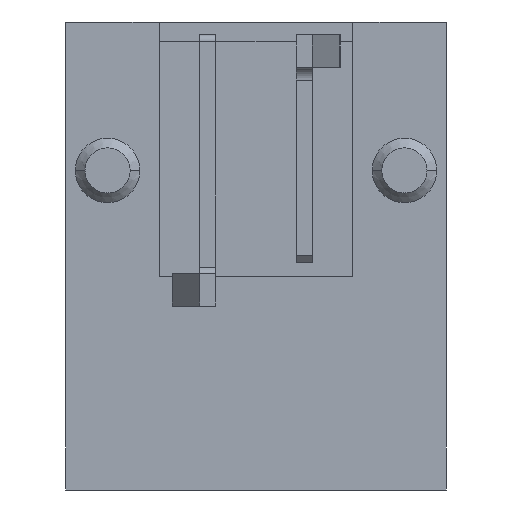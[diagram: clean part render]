
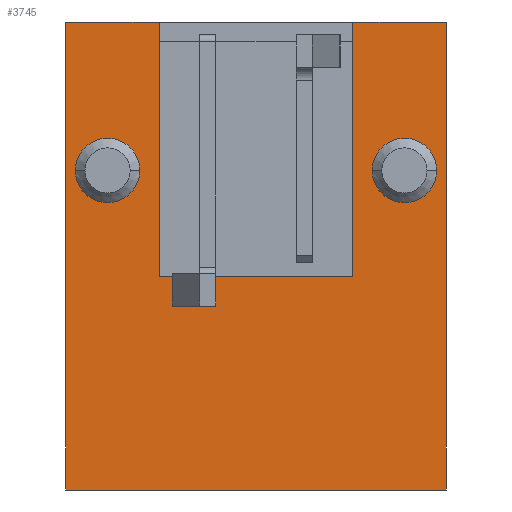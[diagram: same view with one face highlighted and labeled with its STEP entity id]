
A CAD part, front view. The second image highlights one B-rep face of the part: STEP entity #3745.
In plain terms, the highlighted planar face has unit normal (0, -1, 0).
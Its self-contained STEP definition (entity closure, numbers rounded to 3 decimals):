
#9=DIRECTION('',(-1.,0.,0.));
#10=VECTOR('',#9,1.45);
#11=CARTESIAN_POINT('',(2.95,-4.35,4.07));
#12=LINE('',#11,#10);
#25=DIRECTION('',(-1.,0.,0.));
#26=VECTOR('',#25,1.45);
#27=CARTESIAN_POINT('',(-1.5,-4.35,4.07));
#28=LINE('',#27,#26);
#57=DIRECTION('',(0.,0.,-1.));
#58=VECTOR('',#57,7.25);
#59=CARTESIAN_POINT('',(-2.95,-4.35,4.07));
#60=LINE('',#59,#58);
#497=DIRECTION('',(-1.,0.,0.));
#498=VECTOR('',#497,5.9);
#499=CARTESIAN_POINT('',(2.95,-4.35,-3.18));
#500=LINE('',#499,#498);
#813=CARTESIAN_POINT('',(2.3,-4.35,1.77));
#814=DIRECTION('',(0.,-1.,0.));
#815=DIRECTION('',(-1.,0.,0.));
#816=AXIS2_PLACEMENT_3D('',#813,#814,#815);
#818=CARTESIAN_POINT('',(2.3,-4.35,1.77));
#819=DIRECTION('',(0.,-1.,0.));
#820=DIRECTION('',(1.,0.,0.));
#821=AXIS2_PLACEMENT_3D('',#818,#819,#820);
#823=CARTESIAN_POINT('',(-2.3,-4.35,1.77));
#824=DIRECTION('',(0.,-1.,0.));
#825=DIRECTION('',(-1.,0.,0.));
#826=AXIS2_PLACEMENT_3D('',#823,#824,#825);
#828=CARTESIAN_POINT('',(-2.3,-4.35,1.77));
#829=DIRECTION('',(0.,-1.,0.));
#830=DIRECTION('',(1.,0.,0.));
#831=AXIS2_PLACEMENT_3D('',#828,#829,#830);
#833=DIRECTION('',(-1.,0.,0.));
#834=VECTOR('',#833,0.25);
#835=CARTESIAN_POINT('',(-0.625,-4.35,-0.33));
#836=LINE('',#835,#834);
#837=DIRECTION('',(0.,0.,1.));
#838=VECTOR('',#837,0.45);
#839=CARTESIAN_POINT('',(-0.625,-4.35,-0.33));
#840=LINE('',#839,#838);
#841=DIRECTION('',(1.,0.,0.));
#842=VECTOR('',#841,2.125);
#843=CARTESIAN_POINT('',(-0.625,-4.35,0.12));
#844=LINE('',#843,#842);
#845=DIRECTION('',(0.,0.,-1.));
#846=VECTOR('',#845,7.25);
#847=CARTESIAN_POINT('',(2.95,-4.35,4.07));
#848=LINE('',#847,#846);
#849=DIRECTION('',(1.,0.,0.));
#850=VECTOR('',#849,0.625);
#851=CARTESIAN_POINT('',(-1.5,-4.35,0.12));
#852=LINE('',#851,#850);
#853=DIRECTION('',(0.,0.,1.));
#854=VECTOR('',#853,0.45);
#855=CARTESIAN_POINT('',(-0.875,-4.35,-0.33));
#856=LINE('',#855,#854);
#1981=DIRECTION('',(0.,0.,-1.));
#1982=VECTOR('',#1981,3.95);
#1983=CARTESIAN_POINT('',(1.5,-4.35,4.07));
#1984=LINE('',#1983,#1982);
#2001=DIRECTION('',(0.,0.,1.));
#2002=VECTOR('',#2001,3.95);
#2003=CARTESIAN_POINT('',(-1.5,-4.35,0.12));
#2004=LINE('',#2003,#2002);
#2025=CARTESIAN_POINT('',(2.95,-4.35,-3.18));
#2026=CARTESIAN_POINT('',(-2.95,-4.35,-3.18));
#2027=VERTEX_POINT('',#2025);
#2028=VERTEX_POINT('',#2026);
#2029=CARTESIAN_POINT('',(2.95,-4.35,4.07));
#2030=VERTEX_POINT('',#2029);
#2031=CARTESIAN_POINT('',(-2.95,-4.35,4.07));
#2032=VERTEX_POINT('',#2031);
#2209=CARTESIAN_POINT('',(1.8,-4.35,1.77));
#2210=VERTEX_POINT('',#2209);
#2211=CARTESIAN_POINT('',(2.8,-4.35,1.77));
#2212=VERTEX_POINT('',#2211);
#2225=CARTESIAN_POINT('',(-1.5,-4.35,4.07));
#2227=VERTEX_POINT('',#2225);
#2229=CARTESIAN_POINT('',(1.5,-4.35,4.07));
#2231=VERTEX_POINT('',#2229);
#2257=CARTESIAN_POINT('',(-1.5,-4.35,0.12));
#2258=VERTEX_POINT('',#2257);
#2259=CARTESIAN_POINT('',(1.5,-4.35,0.12));
#2260=VERTEX_POINT('',#2259);
#2313=CARTESIAN_POINT('',(-2.8,-4.35,1.77));
#2314=CARTESIAN_POINT('',(-1.8,-4.35,1.77));
#2315=VERTEX_POINT('',#2313);
#2316=VERTEX_POINT('',#2314);
#2379=CARTESIAN_POINT('',(-0.875,-4.35,-0.33));
#2380=VERTEX_POINT('',#2379);
#2381=CARTESIAN_POINT('',(-0.625,-4.35,-0.33));
#2382=VERTEX_POINT('',#2381);
#2665=CARTESIAN_POINT('',(-0.875,-4.35,0.12));
#2666=VERTEX_POINT('',#2665);
#2667=CARTESIAN_POINT('',(-0.625,-4.35,0.12));
#2668=VERTEX_POINT('',#2667);
#3707=CARTESIAN_POINT('',(2.95,-4.35,4.07));
#3708=DIRECTION('',(0.,-1.,0.));
#3709=DIRECTION('',(-1.,0.,0.));
#3710=AXIS2_PLACEMENT_3D('',#3707,#3708,#3709);
#3711=PLANE('',#3710);
#3713=ORIENTED_EDGE('',*,*,#3712,.F.);
#3715=ORIENTED_EDGE('',*,*,#3714,.T.);
#3717=ORIENTED_EDGE('',*,*,#3716,.T.);
#3719=ORIENTED_EDGE('',*,*,#3718,.F.);
#3720=ORIENTED_EDGE('',*,*,#2678,.F.);
#3721=ORIENTED_EDGE('',*,*,#2791,.T.);
#3722=ORIENTED_EDGE('',*,*,#3186,.T.);
#3723=ORIENTED_EDGE('',*,*,#2725,.F.);
#3724=ORIENTED_EDGE('',*,*,#2686,.F.);
#3726=ORIENTED_EDGE('',*,*,#3725,.F.);
#3728=ORIENTED_EDGE('',*,*,#3727,.T.);
#3730=ORIENTED_EDGE('',*,*,#3729,.F.);
#3731=EDGE_LOOP('',(#3713,#3715,#3717,#3719,#3720,#3721,#3722,#3723,#3724,#3726,
#3728,#3730));
#3732=FACE_OUTER_BOUND('',#3731,.F.);
#3734=ORIENTED_EDGE('',*,*,#3733,.T.);
#3736=ORIENTED_EDGE('',*,*,#3735,.T.);
#3737=EDGE_LOOP('',(#3734,#3736));
#3738=FACE_BOUND('',#3737,.F.);
#3740=ORIENTED_EDGE('',*,*,#3739,.T.);
#3742=ORIENTED_EDGE('',*,*,#3741,.T.);
#3743=EDGE_LOOP('',(#3740,#3742));
#3744=FACE_BOUND('',#3743,.F.);
#3745=ADVANCED_FACE('',(#3732,#3738,#3744),#3711,.T.);
#817=CIRCLE('',#816,0.5);
#822=CIRCLE('',#821,0.5);
#827=CIRCLE('',#826,0.5);
#832=CIRCLE('',#831,0.5);
#2678=EDGE_CURVE('',#2030,#2231,#12,.T.);
#2686=EDGE_CURVE('',#2227,#2032,#28,.T.);
#2725=EDGE_CURVE('',#2032,#2028,#60,.T.);
#2791=EDGE_CURVE('',#2030,#2027,#848,.T.);
#3186=EDGE_CURVE('',#2027,#2028,#500,.T.);
#3712=EDGE_CURVE('',#2382,#2380,#836,.T.);
#3714=EDGE_CURVE('',#2382,#2668,#840,.T.);
#3716=EDGE_CURVE('',#2668,#2260,#844,.T.);
#3718=EDGE_CURVE('',#2231,#2260,#1984,.T.);
#3725=EDGE_CURVE('',#2258,#2227,#2004,.T.);
#3727=EDGE_CURVE('',#2258,#2666,#852,.T.);
#3729=EDGE_CURVE('',#2380,#2666,#856,.T.);
#3733=EDGE_CURVE('',#2315,#2316,#827,.T.);
#3735=EDGE_CURVE('',#2316,#2315,#832,.T.);
#3739=EDGE_CURVE('',#2210,#2212,#817,.T.);
#3741=EDGE_CURVE('',#2212,#2210,#822,.T.);
